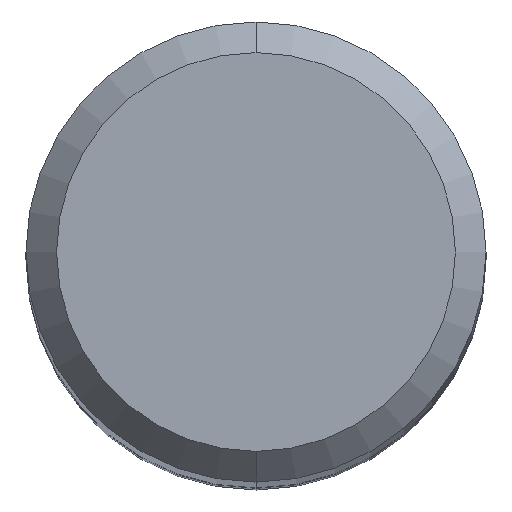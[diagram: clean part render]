
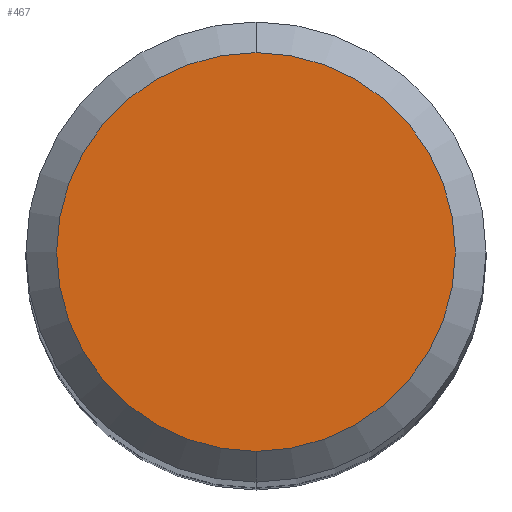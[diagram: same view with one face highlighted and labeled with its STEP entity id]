
A CAD part, top view. The second image highlights one B-rep face of the part: STEP entity #467.
In plain terms, the highlighted planar face has unit normal (0, 0, 1).
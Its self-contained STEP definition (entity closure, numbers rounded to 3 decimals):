
#219=VERTEX_POINT('',#538);
#307=VERTEX_POINT('',#640);
#335=EDGE_CURVE('',#219,#307,#668,.T.);
#453=EDGE_CURVE('',#307,#219,#798,.T.);
#467=ADVANCED_FACE('',(#814),#815,.T.);
#538=CARTESIAN_POINT('',(0.,-2.6,0.0));
#640=CARTESIAN_POINT('',(0.0,2.6,0.0));
#668=CIRCLE('',#1208,2.6);
#798=CIRCLE('',#1445,2.6);
#814=FACE_OUTER_BOUND('',#1465,.T.);
#815=PLANE('',#1466);
#1208=AXIS2_PLACEMENT_3D('',#1691,#1692,#1693);
#1445=AXIS2_PLACEMENT_3D('',#1816,#1817,#1818);
#1465=EDGE_LOOP('',(#1841,#1842));
#1466=AXIS2_PLACEMENT_3D('',#1843,#1844,#1845);
#1691=CARTESIAN_POINT('',(0.0,0.0,0.0));
#1692=DIRECTION('',(0.0,0.0,-1.0));
#1693=DIRECTION('',(0.0,1.0,0.0));
#1816=CARTESIAN_POINT('',(0.0,0.0,0.0));
#1817=DIRECTION('',(0.0,0.0,-1.0));
#1818=DIRECTION('',(0.0,1.0,0.0));
#1841=ORIENTED_EDGE('',*,*,#453,.F.);
#1842=ORIENTED_EDGE('',*,*,#335,.F.);
#1843=CARTESIAN_POINT('',(0.0,1.3,0.0));
#1844=DIRECTION('',(-0.0,0.0,1.0));
#1845=DIRECTION('',(0.0,-1.0,0.0));
